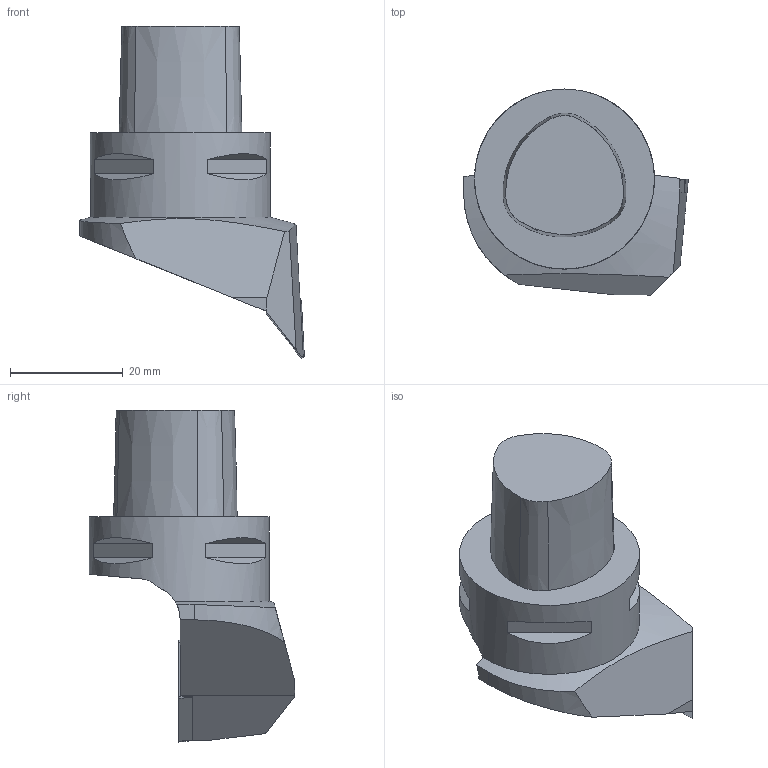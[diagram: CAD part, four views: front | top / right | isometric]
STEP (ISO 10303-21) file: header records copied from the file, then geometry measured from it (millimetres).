
FILE_DESCRIPTION(/* description */ (''),/* implementation_level */ '2;1');
FILE_NAME(/* name */ 'C3-SVJBL-22040-11.stp',/* time_stamp */ '2018-02-15T16:18:42+06:00',/* author */ (''),/* organization */ (''),/* preprocessor_version */ 'ST-DEVELOPER v16',/* originating_system */ 'SIEMENS PLM Software NX 11.0',/* authorisation */ '');
FILE_SCHEMA (('AUTOMOTIVE_DESIGN { 1 0 10303 214 3 1 1 1 }'));
Length unit declared in the file: millimetre
Products named in the file (1): inpu6EDEc5n3
Bounding box: 39.9 x 36.55 x 58.99 mm (x, y, z)
Volume: 24934.4 mm3; surface area: 7151.4 mm2
Topology: 3 solids, 3 shells, 50 faces, 120 edges, 80 vertices
Faces by surface type: plane 35, cone 11, cylinder 4
Full cylindrical faces by diameter (mm): 32 x1
Entity records: 1537 total; most frequent: CARTESIAN_POINT 295, DIRECTION 249, ORIENTED_EDGE 236, EDGE_CURVE 118, AXIS2_PLACEMENT_3D 89, VERTEX_POINT 79, LINE 71, VECTOR 71
